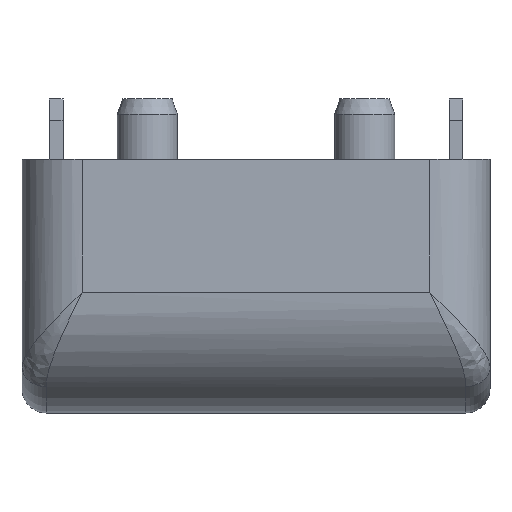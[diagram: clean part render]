
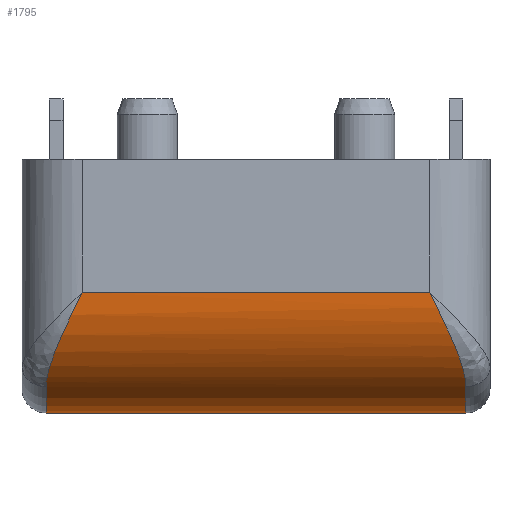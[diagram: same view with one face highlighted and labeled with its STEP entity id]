
A CAD part, front view. The second image highlights one B-rep face of the part: STEP entity #1795.
In plain terms, the highlighted cylindrical face has radius 4 mm (diameter 8 mm), a partial arc.
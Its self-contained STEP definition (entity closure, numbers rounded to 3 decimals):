
#110 = CARTESIAN_POINT ( 'NONE',  ( 14.403, 0.494, -6.348 ) ) ;
#131 = LINE ( 'NONE', #2792, #2421 ) ;
#168 = CARTESIAN_POINT ( 'NONE',  ( 0.8, 1.5, -7.522 ) ) ;
#182 = CARTESIAN_POINT ( 'NONE',  ( 1.327, 0.244, -5.807 ) ) ;
#255 = FACE_OUTER_BOUND ( 'NONE', #2615, .T. ) ;
#288 = ORIENTED_EDGE ( 'NONE', *, *, #4691, .T. ) ;
#337 = DIRECTION ( 'NONE',  ( 0., 0., -1. ) ) ;
#391 = EDGE_CURVE ( 'NONE', #5568, #2497, #2043, .T. ) ;
#489 = CARTESIAN_POINT ( 'NONE',  ( 14.7, 1.5, -7.522 ) ) ;
#537 = CARTESIAN_POINT ( 'NONE',  ( 14.047, 0.153, -5.532 ) ) ;
#542 = CARTESIAN_POINT ( 'NONE',  ( 2., 0., -4.4 ) ) ;
#617 = CARTESIAN_POINT ( 'NONE',  ( 0.998, 0.649, -6.606 ) ) ;
#656 = EDGE_CURVE ( 'NONE', #706, #3961, #131, .T. ) ;
#706 = VERTEX_POINT ( 'NONE', #542 ) ;
#737 = AXIS2_PLACEMENT_3D ( 'NONE', #742, #3532, #1206 ) ;
#742 = CARTESIAN_POINT ( 'NONE',  ( 0., 4., -4.4 ) ) ;
#872 = CIRCLE ( 'NONE', #4753, 4. ) ;
#978 = CARTESIAN_POINT ( 'NONE',  ( 13.64, 0., -4.685 ) ) ;
#1053 = CARTESIAN_POINT ( 'NONE',  ( 0.855, 1.037, -7.091 ) ) ;
#1086 = CARTESIAN_POINT ( 'NONE',  ( 14.7, 4., -4.4 ) ) ;
#1206 = DIRECTION ( 'NONE',  ( 0., 0., -1. ) ) ;
#1476 = B_SPLINE_CURVE_WITH_KNOTS ( 'NONE', 3,
 ( #4539, #4102, #4976, #2393, #5424, #2847, #110, #3267, #537, #3690, #978, #4124 ),
 .UNSPECIFIED., .F., .F.,
 ( 4, 2, 2, 2, 2, 4 ),
 ( 0., 0., 0.001, 0.002, 0.003, 0.004 ),
 .UNSPECIFIED. ) ;
#1494 = CARTESIAN_POINT ( 'NONE',  ( 1.86, 0., -4.687 ) ) ;
#1517 = CARTESIAN_POINT ( 'NONE',  ( 0.8, 1.375, -7.422 ) ) ;
#1552 = DIRECTION ( 'NONE',  ( 0., 0., 1. ) ) ;
#1790 = ORIENTED_EDGE ( 'NONE', *, *, #5617, .T. ) ;
#1795 = ADVANCED_FACE ( 'NONE', ( #255 ), #2119, .T. ) ;
#1951 = CARTESIAN_POINT ( 'NONE',  ( 0., 4., -8.4 ) ) ;
#2043 = LINE ( 'NONE', #1951, #4237 ) ;
#2047 = CARTESIAN_POINT ( 'NONE',  ( 14.7, 4., -8.4 ) ) ;
#2119 = CYLINDRICAL_SURFACE ( 'NONE', #737, 4. ) ;
#2333 = CARTESIAN_POINT ( 'NONE',  ( 0.8, 4., -8.4 ) ) ;
#2393 = CARTESIAN_POINT ( 'NONE',  ( 14.645, 1.037, -7.091 ) ) ;
#2421 = VECTOR ( 'NONE', #3721, 1000. ) ;
#2497 = VERTEX_POINT ( 'NONE', #2333 ) ;
#2615 = EDGE_LOOP ( 'NONE', ( #3009, #3405, #1790, #5302, #2749, #288 ) ) ;
#2749 = ORIENTED_EDGE ( 'NONE', *, *, #5521, .T. ) ;
#2792 = CARTESIAN_POINT ( 'NONE',  ( 15.5, 0., -4.4 ) ) ;
#2847 = CARTESIAN_POINT ( 'NONE',  ( 14.502, 0.649, -6.606 ) ) ;
#2913 = CARTESIAN_POINT ( 'NONE',  ( 1.453, 0.153, -5.532 ) ) ;
#3009 = ORIENTED_EDGE ( 'NONE', *, *, #656, .F. ) ;
#3072 = DIRECTION ( 'NONE',  ( 1., 0., 0. ) ) ;
#3176 = B_SPLINE_CURVE_WITH_KNOTS ( 'NONE', 3,
 ( #3747, #1494, #5491, #2913, #182, #3339, #617, #3763, #1053, #4201, #1517, #4636 ),
 .UNSPECIFIED., .F., .F.,
 ( 4, 2, 2, 2, 2, 4 ),
 ( 0., 0.001, 0.002, 0.003, 0.003, 0.004 ),
 .UNSPECIFIED. ) ;
#3267 = CARTESIAN_POINT ( 'NONE',  ( 14.173, 0.244, -5.807 ) ) ;
#3339 = CARTESIAN_POINT ( 'NONE',  ( 1.097, 0.494, -6.348 ) ) ;
#3352 = DIRECTION ( 'NONE',  ( -1., 0., 0. ) ) ;
#3405 = ORIENTED_EDGE ( 'NONE', *, *, #5448, .T. ) ;
#3532 = DIRECTION ( 'NONE',  ( 1., 0., 0. ) ) ;
#3690 = CARTESIAN_POINT ( 'NONE',  ( 13.781, 0.031, -4.973 ) ) ;
#3721 = DIRECTION ( 'NONE',  ( 1., 0., 0. ) ) ;
#3747 = CARTESIAN_POINT ( 'NONE',  ( 2., 0., -4.4 ) ) ;
#3763 = CARTESIAN_POINT ( 'NONE',  ( 0.886, 0.933, -6.972 ) ) ;
#3893 = AXIS2_PLACEMENT_3D ( 'NONE', #1086, #4233, #1552 ) ;
#3961 = VERTEX_POINT ( 'NONE', #4384 ) ;
#4102 = CARTESIAN_POINT ( 'NONE',  ( 14.7, 1.375, -7.422 ) ) ;
#4124 = CARTESIAN_POINT ( 'NONE',  ( 13.5, 0., -4.4 ) ) ;
#4201 = CARTESIAN_POINT ( 'NONE',  ( 0.812, 1.257, -7.316 ) ) ;
#4203 = CIRCLE ( 'NONE', #3893, 4. ) ;
#4233 = DIRECTION ( 'NONE',  ( -1., 0., 0. ) ) ;
#4237 = VECTOR ( 'NONE', #3352, 1000. ) ;
#4384 = CARTESIAN_POINT ( 'NONE',  ( 13.5, 0., -4.4 ) ) ;
#4539 = CARTESIAN_POINT ( 'NONE',  ( 14.7, 1.5, -7.522 ) ) ;
#4636 = CARTESIAN_POINT ( 'NONE',  ( 0.8, 1.5, -7.522 ) ) ;
#4691 = EDGE_CURVE ( 'NONE', #5164, #3961, #1476, .T. ) ;
#4753 = AXIS2_PLACEMENT_3D ( 'NONE', #5653, #3072, #337 ) ;
#4895 = VERTEX_POINT ( 'NONE', #168 ) ;
#4976 = CARTESIAN_POINT ( 'NONE',  ( 14.688, 1.257, -7.316 ) ) ;
#5164 = VERTEX_POINT ( 'NONE', #489 ) ;
#5302 = ORIENTED_EDGE ( 'NONE', *, *, #391, .F. ) ;
#5424 = CARTESIAN_POINT ( 'NONE',  ( 14.614, 0.933, -6.972 ) ) ;
#5448 = EDGE_CURVE ( 'NONE', #706, #4895, #3176, .T. ) ;
#5491 = CARTESIAN_POINT ( 'NONE',  ( 1.719, 0.031, -4.973 ) ) ;
#5521 = EDGE_CURVE ( 'NONE', #5568, #5164, #4203, .T. ) ;
#5568 = VERTEX_POINT ( 'NONE', #2047 ) ;
#5617 = EDGE_CURVE ( 'NONE', #4895, #2497, #872, .T. ) ;
#5653 = CARTESIAN_POINT ( 'NONE',  ( 0.8, 4., -4.4 ) ) ;
